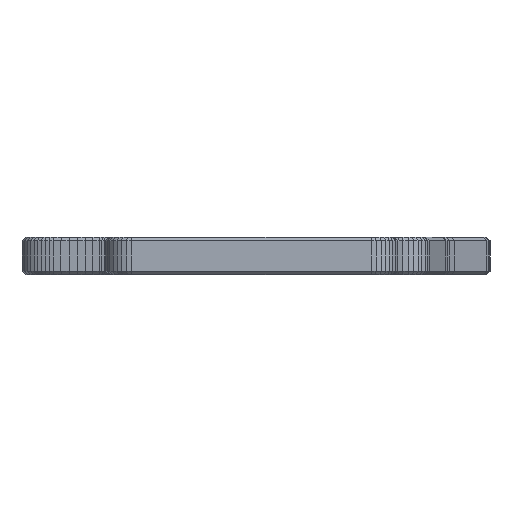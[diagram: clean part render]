
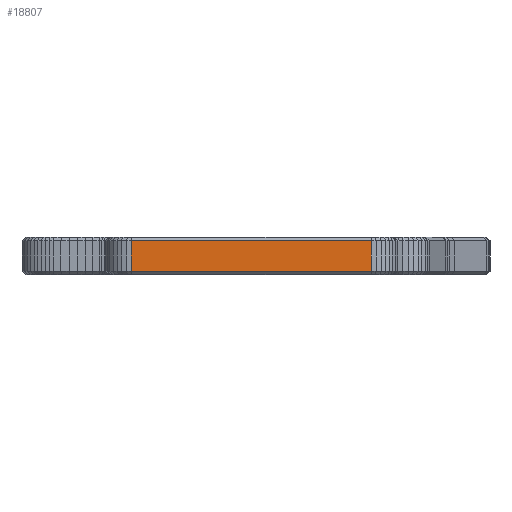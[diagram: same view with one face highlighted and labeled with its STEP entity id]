
A CAD part, left-side view. The second image highlights one B-rep face of the part: STEP entity #18807.
In plain terms, the highlighted planar face has unit normal (-1, 0, 0).
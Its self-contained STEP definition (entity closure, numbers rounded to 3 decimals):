
#596 = VERTEX_POINT ( 'NONE', #45790 ) ;
#2635 = DIRECTION ( 'NONE',  ( 0., 0., 1. ) ) ;
#2821 = EDGE_CURVE ( 'NONE', #5583, #596, #37796, .T. ) ;
#3657 = ORIENTED_EDGE ( 'NONE', *, *, #24347, .T. ) ;
#4203 = ORIENTED_EDGE ( 'NONE', *, *, #27559, .T. ) ;
#5583 = VERTEX_POINT ( 'NONE', #16471 ) ;
#7409 = ORIENTED_EDGE ( 'NONE', *, *, #2821, .T. ) ;
#11075 = VECTOR ( 'NONE', #20643, 1000. ) ;
#11841 = DIRECTION ( 'NONE',  ( 0., -1., 0. ) ) ;
#12254 = VECTOR ( 'NONE', #11841, 1000. ) ;
#12692 = EDGE_LOOP ( 'NONE', ( #26259, #7409, #3657, #4203 ) ) ;
#14418 = DIRECTION ( 'NONE',  ( -1., 0., 0. ) ) ;
#14647 = CARTESIAN_POINT ( 'NONE',  ( -105.877, -37.809, -8.6 ) ) ;
#15119 = FACE_OUTER_BOUND ( 'NONE', #12692, .T. ) ;
#16471 = CARTESIAN_POINT ( 'NONE',  ( -105.877, 0.351, -7.85 ) ) ;
#16564 = EDGE_CURVE ( 'NONE', #5583, #39108, #26641, .T. ) ;
#16806 = VERTEX_POINT ( 'NONE', #46820 ) ;
#18072 = CARTESIAN_POINT ( 'NONE',  ( -105.877, 0.351, -1.15 ) ) ;
#18807 = ADVANCED_FACE ( 'NONE', ( #15119 ), #44235, .T. ) ;
#19413 = DIRECTION ( 'NONE',  ( 0., 0., 1. ) ) ;
#20643 = DIRECTION ( 'NONE',  ( 0., 1., 0. ) ) ;
#20887 = LINE ( 'NONE', #35560, #40022 ) ;
#21851 = DIRECTION ( 'NONE',  ( 0., 0., 1. ) ) ;
#24347 = EDGE_CURVE ( 'NONE', #596, #16806, #20887, .T. ) ;
#26259 = ORIENTED_EDGE ( 'NONE', *, *, #16564, .F. ) ;
#26641 = LINE ( 'NONE', #45641, #27557 ) ;
#27557 = VECTOR ( 'NONE', #19413, 1000. ) ;
#27559 = EDGE_CURVE ( 'NONE', #16806, #39108, #36025, .T. ) ;
#30627 = AXIS2_PLACEMENT_3D ( 'NONE', #14647, #14418, #21851 ) ;
#35560 = CARTESIAN_POINT ( 'NONE',  ( -105.877, -51.77, -8.6 ) ) ;
#36025 = LINE ( 'NONE', #43266, #11075 ) ;
#37796 = LINE ( 'NONE', #45272, #12254 ) ;
#39108 = VERTEX_POINT ( 'NONE', #18072 ) ;
#40022 = VECTOR ( 'NONE', #2635, 1000. ) ;
#43266 = CARTESIAN_POINT ( 'NONE',  ( -105.877, 0.351, -1.15 ) ) ;
#44235 = PLANE ( 'NONE',  #30627 ) ;
#45272 = CARTESIAN_POINT ( 'NONE',  ( -105.877, -37.809, -7.85 ) ) ;
#45641 = CARTESIAN_POINT ( 'NONE',  ( -105.877, 0.351, -8.6 ) ) ;
#45790 = CARTESIAN_POINT ( 'NONE',  ( -105.877, -51.77, -7.85 ) ) ;
#46820 = CARTESIAN_POINT ( 'NONE',  ( -105.877, -51.77, -1.15 ) ) ;
